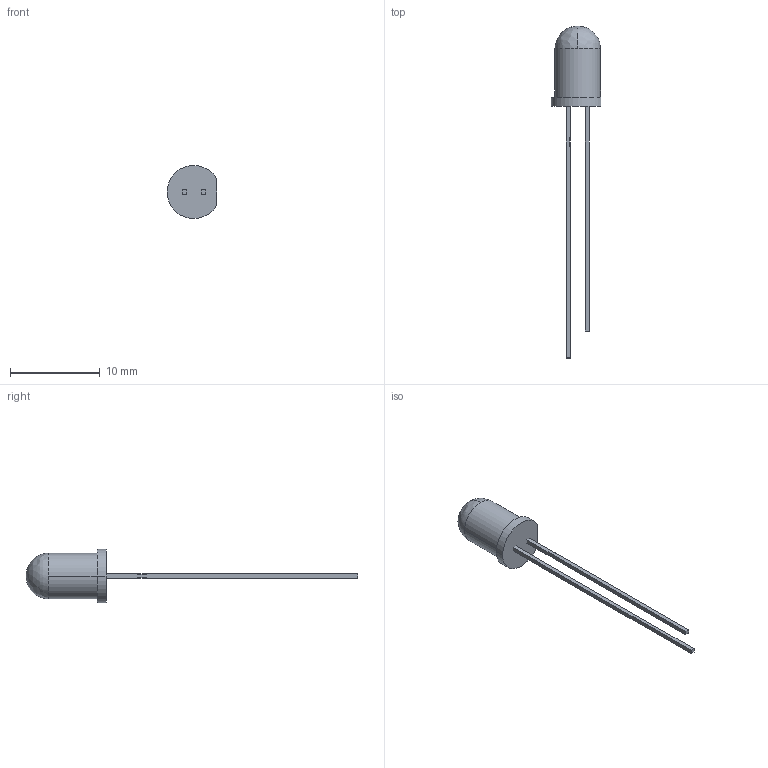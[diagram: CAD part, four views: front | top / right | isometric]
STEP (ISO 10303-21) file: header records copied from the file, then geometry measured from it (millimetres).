
FILE_DESCRIPTION (( 'STEP AP203' ), '1' );
FILE_NAME ('LED, 5mm, red v4.step', '2019-04-08T03:35:13', ( '' ), ( '' ), 'SwSTEP 2.0', 'SolidWorks 2018', '' );
FILE_SCHEMA (( 'CONFIG_CONTROL_DESIGN' ));
Length unit declared in the file: millimetre
Products named in the file (4): LED, 5mm, red v4.step; Legs.step; PlasticHousing.step; LED, 5mm, red v4
Assembly tree (3 placements, depth 3):
  LED, 5mm, red v4
    LED, 5mm, red v4.step
      Legs.step
      PlasticHousing.step
Bounding box: 5.51 x 36.9 x 5.9 mm (x, y, z)
Volume: 181.3 mm3; surface area: 289.9 mm2
Topology: 3 solids, 3 shells, 64 faces, 165 edges, 110 vertices
Faces by surface type: plane 40, cylinder 20, bspline 4
Entity records: 2551 total; most frequent: CARTESIAN_POINT 556, DIRECTION 337, ORIENTED_EDGE 330, EDGE_CURVE 165, LINE 115, VECTOR 115, AXIS2_PLACEMENT_3D 111, VERTEX_POINT 110
